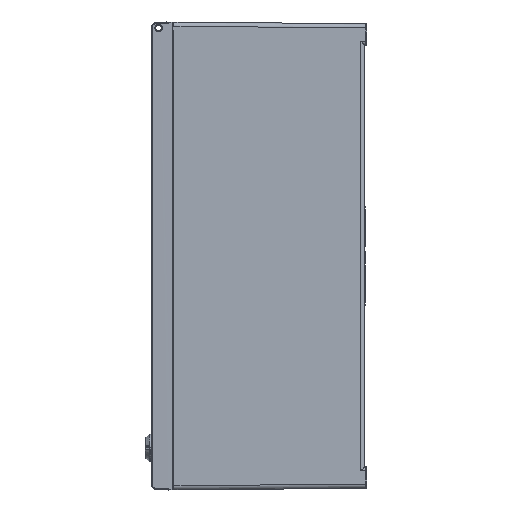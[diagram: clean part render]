
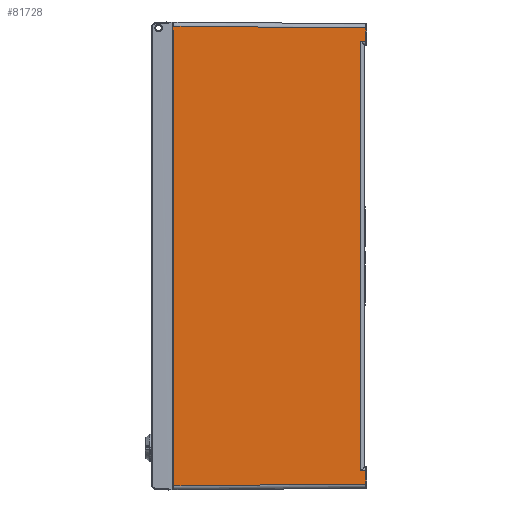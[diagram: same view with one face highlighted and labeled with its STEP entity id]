
A CAD part, left-side view. The second image highlights one B-rep face of the part: STEP entity #81728.
In plain terms, the highlighted planar face has unit normal (-1, -0.018, 0).
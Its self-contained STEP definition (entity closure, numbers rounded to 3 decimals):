
#2171=CARTESIAN_POINT('',(-285.217,-1.017,
229.503));
#2200=CARTESIAN_POINT('',(-285.311,4.421,229.449));
#2212=DIRECTION('',(0.,0.,1.));
#2213=VECTOR('',#2212,458.894);
#2214=CARTESIAN_POINT('',(-285.311,4.417,
-229.445));
#2215=LINE('',#2214,#2213);
#2226=CARTESIAN_POINT('',(-285.217,-1.014,
-229.506));
#2231=DIRECTION('',(-0.017,1.,0.011));
#2232=VECTOR('',#2231,5.432);
#2233=CARTESIAN_POINT('',(-285.217,-1.014,
-229.506));
#2234=LINE('',#2233,#2232);
#2238=CARTESIAN_POINT('',(-285.311,4.417,
-229.445));
#29253=CARTESIAN_POINT('',(-288.796,204.035,
240.971));
#29258=DIRECTION('',(0.,0.,-1.));
#29259=VECTOR('',#29258,486.419);
#29260=CARTESIAN_POINT('',(-288.796,204.035,
240.971));
#29261=LINE('',#29260,#29259);
#29282=DIRECTION('',(-0.017,1.,0.017));
#29283=VECTOR('',#29282,9.968);
#29284=CARTESIAN_POINT('',(-288.796,204.035,
240.971));
#29285=LINE('',#29284,#29283);
#29289=DIRECTION('',(0.,0.,1.));
#29290=VECTOR('',#29289,4.221);
#29291=CARTESIAN_POINT('',(-288.97,214.,241.145));
#29292=LINE('',#29291,#29290);
#29296=DIRECTION('',(0.017,-1.,0.017));
#29297=VECTOR('',#29296,9.938);
#29298=CARTESIAN_POINT('',(-288.97,214.,245.366));
#29299=LINE('',#29298,#29297);
#29303=DIRECTION('',(0.017,-1.,-0.009));
#29304=VECTOR('',#29303,205.088);
#29305=CARTESIAN_POINT('',(-288.796,204.035,
245.448));
#29306=LINE('',#29305,#29304);
#29310=DIRECTION('',(0.,0.,-1.));
#29311=VECTOR('',#29310,14.156);
#29312=CARTESIAN_POINT('',(-285.217,-1.014,
243.659));
#29313=LINE('',#29312,#29311);
#29317=DIRECTION('',(-0.017,1.,-0.01));
#29318=VECTOR('',#29317,5.439);
#29319=CARTESIAN_POINT('',(-285.217,-1.017,
229.503));
#29320=LINE('',#29319,#29318);
#29324=DIRECTION('',(0.,0.,-1.));
#29325=VECTOR('',#29324,14.153);
#29326=CARTESIAN_POINT('',(-285.217,-1.014,
-229.506));
#29327=LINE('',#29326,#29325);
#29331=DIRECTION('',(-0.017,1.,-0.009));
#29332=VECTOR('',#29331,205.091);
#29333=CARTESIAN_POINT('',(-285.217,-1.017,
-243.659));
#29334=LINE('',#29333,#29332);
#29563=CARTESIAN_POINT('',(-288.796,204.035,
245.448));
#29564=CARTESIAN_POINT('',(-288.796,204.035,
245.463));
#29565=CARTESIAN_POINT('',(-288.796,204.02,
245.494));
#29566=CARTESIAN_POINT('',(-288.796,204.065,
245.523));
#29567=CARTESIAN_POINT('',(-288.796,204.065,
245.539));
#29704=CARTESIAN_POINT('',(-285.217,-1.017,
-243.659));
#34518=VERTEX_POINT('',#2171);
#34525=VERTEX_POINT('',#2200);
#34526=VERTEX_POINT('',#2238);
#34528=VERTEX_POINT('',#2226);
#34580=VERTEX_POINT('',#29704);
#37722=VERTEX_POINT('',#29253);
#37723=CARTESIAN_POINT('',(-288.796,204.035,
-245.448));
#37724=VERTEX_POINT('',#37723);
#37725=CARTESIAN_POINT('',(-288.97,214.,241.145));
#37726=VERTEX_POINT('',#37725);
#37727=CARTESIAN_POINT('',(-288.97,214.,245.366));
#37728=VERTEX_POINT('',#37727);
#37729=CARTESIAN_POINT('',(-288.796,204.065,
245.539));
#37730=VERTEX_POINT('',#37729);
#37731=CARTESIAN_POINT('',(-288.796,204.035,
245.448));
#37732=CARTESIAN_POINT('',(-285.217,-1.014,
243.659));
#37733=VERTEX_POINT('',#37731);
#37734=VERTEX_POINT('',#37732);
#81701=CARTESIAN_POINT('',(-288.83,206.,-259.763));
#81702=DIRECTION('',(-1.,-0.017,0.));
#81703=DIRECTION('',(0.,0.,-1.));
#81704=AXIS2_PLACEMENT_3D('',#81701,#81702,#81703);
#81705=PLANE('',#81704);
#81707=ORIENTED_EDGE('',*,*,#81706,.T.);
#81709=ORIENTED_EDGE('',*,*,#81708,.T.);
#81711=ORIENTED_EDGE('',*,*,#81710,.T.);
#81713=ORIENTED_EDGE('',*,*,#81712,.F.);
#81715=ORIENTED_EDGE('',*,*,#81714,.T.);
#81717=ORIENTED_EDGE('',*,*,#81716,.T.);
#81718=ORIENTED_EDGE('',*,*,#39314,.T.);
#81719=ORIENTED_EDGE('',*,*,#39334,.F.);
#81720=ORIENTED_EDGE('',*,*,#39354,.F.);
#81722=ORIENTED_EDGE('',*,*,#81721,.T.);
#81724=ORIENTED_EDGE('',*,*,#81723,.T.);
#81725=ORIENTED_EDGE('',*,*,#81685,.F.);
#81726=EDGE_LOOP('',(#81707,#81709,#81711,#81713,#81715,#81717,#81718,#81719,
#81720,#81722,#81724,#81725));
#81727=FACE_OUTER_BOUND('',#81726,.F.);
#29568=B_SPLINE_CURVE_WITH_KNOTS('',3,(#29563,#29564,#29565,#29566,#29567),
.UNSPECIFIED.,.F.,.F.,(4,1,4),(0.,0.5,1.),.UNSPECIFIED.);
#39314=EDGE_CURVE('',#34518,#34525,#29320,.T.);
#39334=EDGE_CURVE('',#34526,#34525,#2215,.T.);
#39354=EDGE_CURVE('',#34528,#34526,#2234,.T.);
#81685=EDGE_CURVE('',#37722,#37724,#29261,.T.);
#81706=EDGE_CURVE('',#37722,#37726,#29285,.T.);
#81708=EDGE_CURVE('',#37726,#37728,#29292,.T.);
#81710=EDGE_CURVE('',#37728,#37730,#29299,.T.);
#81712=EDGE_CURVE('',#37733,#37730,#29568,.T.);
#81714=EDGE_CURVE('',#37733,#37734,#29306,.T.);
#81716=EDGE_CURVE('',#37734,#34518,#29313,.T.);
#81721=EDGE_CURVE('',#34528,#34580,#29327,.T.);
#81723=EDGE_CURVE('',#34580,#37724,#29334,.T.);
#81728=ADVANCED_FACE('',(#81727),#81705,.T.);
